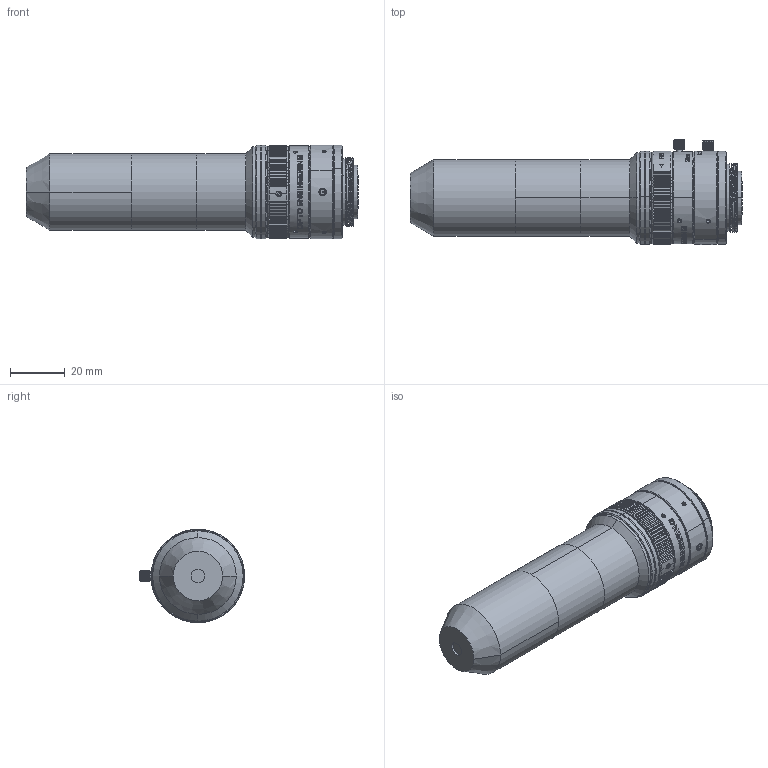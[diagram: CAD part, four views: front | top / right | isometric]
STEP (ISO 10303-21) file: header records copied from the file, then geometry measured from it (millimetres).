
FILE_DESCRIPTION (( 'STEP AP203' ), '1' );
FILE_NAME ('DP33107-A_PCHIL012.step', '2023-12-06T11:30:16', ( '' ), ( '' ), 'SwSTEP 2.0', 'SolidWorks 2021', '' );
FILE_SCHEMA (( 'CONFIG_CONTROL_DESIGN' ));
Products named in the file (1): DP33107-A_PCHIL012
Bounding box: 121.08 x 38.3 x 34 mm (x, y, z)
Surface area: 16458.4 mm2 (no closed solid volume)
Topology: 0 solids, 38 shells, 754 faces, 2937 edges, 2151 vertices
Faces by surface type: plane 309, cylinder 222, cone 163, bspline 60
Entity records: 38499 total; most frequent: CARTESIAN_POINT 16005, ORIENTED_EDGE 4391, DIRECTION 4151, EDGE_CURVE 2937, VERTEX_POINT 2151, AXIS2_PLACEMENT_3D 1529, VECTOR 1093, LINE 1093
